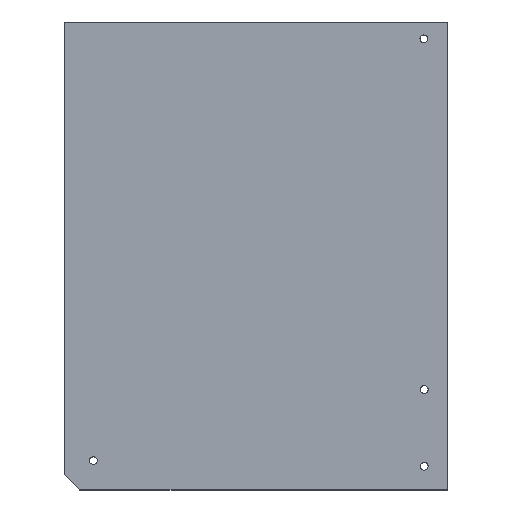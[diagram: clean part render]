
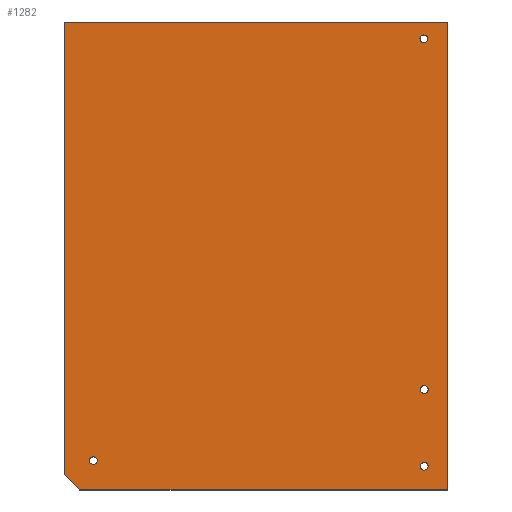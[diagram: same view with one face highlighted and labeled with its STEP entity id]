
A CAD part, top view. The second image highlights one B-rep face of the part: STEP entity #1282.
In plain terms, the highlighted planar face has unit normal (0, 0, 1).
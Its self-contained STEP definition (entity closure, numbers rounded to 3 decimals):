
#25=FACE_BOUND('',#214,.T.);
#26=FACE_BOUND('',#215,.T.);
#27=FACE_BOUND('',#216,.T.);
#28=FACE_BOUND('',#217,.T.);
#60=CIRCLE('',#1351,1.265);
#64=CIRCLE('',#1357,1.265);
#66=CIRCLE('',#1360,1.265);
#67=CIRCLE('',#1371,1.265);
#141=FACE_OUTER_BOUND('',#213,.T.);
#213=EDGE_LOOP('',(#1106,#1107,#1108,#1109,#1110));
#214=EDGE_LOOP('',(#1111));
#215=EDGE_LOOP('',(#1112));
#216=EDGE_LOOP('',(#1113));
#217=EDGE_LOOP('',(#1114));
#366=LINE('',#2071,#512);
#367=LINE('',#2073,#513);
#368=LINE('',#2075,#514);
#369=LINE('',#2077,#515);
#370=LINE('',#2078,#516);
#512=VECTOR('',#1705,10.);
#513=VECTOR('',#1706,10.);
#514=VECTOR('',#1707,10.);
#515=VECTOR('',#1708,10.);
#516=VECTOR('',#1709,10.);
#591=VERTEX_POINT('',#1935);
#595=VERTEX_POINT('',#1947);
#597=VERTEX_POINT('',#1953);
#629=VERTEX_POINT('',#2037);
#637=VERTEX_POINT('',#2069);
#638=VERTEX_POINT('',#2070);
#639=VERTEX_POINT('',#2072);
#640=VERTEX_POINT('',#2074);
#641=VERTEX_POINT('',#2076);
#746=EDGE_CURVE('',#591,#591,#60,.T.);
#752=EDGE_CURVE('',#595,#595,#64,.T.);
#755=EDGE_CURVE('',#597,#597,#66,.T.);
#796=EDGE_CURVE('',#629,#629,#67,.T.);
#812=EDGE_CURVE('',#637,#638,#366,.T.);
#813=EDGE_CURVE('',#639,#637,#367,.T.);
#814=EDGE_CURVE('',#640,#639,#368,.T.);
#815=EDGE_CURVE('',#641,#640,#369,.T.);
#816=EDGE_CURVE('',#638,#641,#370,.T.);
#1106=ORIENTED_EDGE('',*,*,#812,.F.);
#1107=ORIENTED_EDGE('',*,*,#813,.F.);
#1108=ORIENTED_EDGE('',*,*,#814,.F.);
#1109=ORIENTED_EDGE('',*,*,#815,.F.);
#1110=ORIENTED_EDGE('',*,*,#816,.F.);
#1111=ORIENTED_EDGE('',*,*,#746,.T.);
#1112=ORIENTED_EDGE('',*,*,#752,.T.);
#1113=ORIENTED_EDGE('',*,*,#755,.T.);
#1114=ORIENTED_EDGE('',*,*,#796,.T.);
#1220=PLANE('',#1380);
#1282=ADVANCED_FACE('',(#141,#25,#26,#27,#28),#1220,.F.);
#1351=AXIS2_PLACEMENT_3D('',#1937,#1588,#1589);
#1357=AXIS2_PLACEMENT_3D('',#1949,#1602,#1603);
#1360=AXIS2_PLACEMENT_3D('',#1955,#1609,#1610);
#1371=AXIS2_PLACEMENT_3D('',#2038,#1671,#1672);
#1380=AXIS2_PLACEMENT_3D('',#2068,#1703,#1704);
#1588=DIRECTION('center_axis',(0.,0.,-1.));
#1589=DIRECTION('ref_axis',(-1.,0.,0.));
#1602=DIRECTION('center_axis',(0.,0.,-1.));
#1603=DIRECTION('ref_axis',(-1.,0.,0.));
#1609=DIRECTION('center_axis',(0.,0.,-1.));
#1610=DIRECTION('ref_axis',(-1.,0.,0.));
#1671=DIRECTION('center_axis',(0.,0.,-1.));
#1672=DIRECTION('ref_axis',(1.,0.,0.));
#1703=DIRECTION('center_axis',(0.,0.,-1.));
#1704=DIRECTION('ref_axis',(-1.,0.,0.));
#1705=DIRECTION('',(1.,0.,0.));
#1706=DIRECTION('',(0.,1.,0.));
#1707=DIRECTION('',(-0.707,0.707,0.));
#1708=DIRECTION('',(-1.,0.,0.));
#1709=DIRECTION('',(0.,-1.,0.));
#1935=CARTESIAN_POINT('',(-94.313,-92.575,-6.2));
#1937=CARTESIAN_POINT('Origin',(-95.578,-92.575,-6.2));
#1947=CARTESIAN_POINT('',(13.336,44.79,-6.2));
#1949=CARTESIAN_POINT('Origin',(12.072,44.79,-6.2));
#1953=CARTESIAN_POINT('',(13.487,-94.431,-6.2));
#1955=CARTESIAN_POINT('Origin',(12.222,-94.431,-6.2));
#2037=CARTESIAN_POINT('',(10.958,-69.431,-6.2));
#2038=CARTESIAN_POINT('Origin',(12.222,-69.431,-6.2));
#2068=CARTESIAN_POINT('Origin',(-42.603,-25.926,-6.2));
#2069=CARTESIAN_POINT('',(-104.99,50.275,-6.2));
#2070=CARTESIAN_POINT('',(19.785,50.275,-6.2));
#2071=CARTESIAN_POINT('',(-73.796,50.275,-6.2));
#2072=CARTESIAN_POINT('',(-104.99,-97.122,-6.2));
#2073=CARTESIAN_POINT('',(-104.99,-61.524,-6.2));
#2074=CARTESIAN_POINT('',(-99.987,-102.127,-6.2));
#2075=CARTESIAN_POINT('',(-104.697,-97.415,-6.2));
#2076=CARTESIAN_POINT('',(19.785,-102.127,-6.2));
#2077=CARTESIAN_POINT('',(-11.409,-102.127,-6.2));
#2078=CARTESIAN_POINT('',(19.785,12.175,-6.2));
